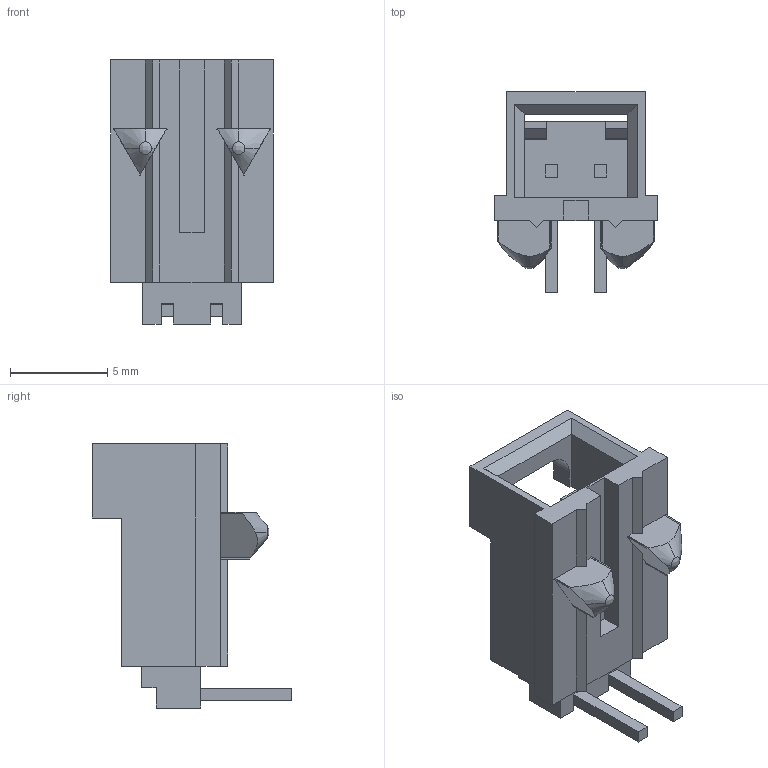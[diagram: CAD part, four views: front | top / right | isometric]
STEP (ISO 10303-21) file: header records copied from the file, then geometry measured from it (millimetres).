
FILE_DESCRIPTION (( 'STEP AP214' ), '1' );
FILE_NAME ('705550001.STEP', '2015-11-28T03:43:09', ( '' ), ( '' ), 'SwSTEP 2.0', 'SolidWorks 2015', '' );
FILE_SCHEMA (( 'AUTOMOTIVE_DESIGN' ));
Length unit declared in the file: inch
Products named in the file (1): 705550001
Bounding box: 8.38 x 10.29 x 13.59 mm (x, y, z)
Volume: 314.6 mm3; surface area: 677 mm2
Topology: 1 solids, 1 shells, 125 faces, 351 edges, 230 vertices
Faces by surface type: plane 111, cone 6, cylinder 6, bspline 2
Entity records: 4385 total; most frequent: CARTESIAN_POINT 883, ORIENTED_EDGE 702, DIRECTION 587, EDGE_CURVE 351, VECTOR 303, LINE 303, VERTEX_POINT 230, AXIS2_PLACEMENT_3D 142
